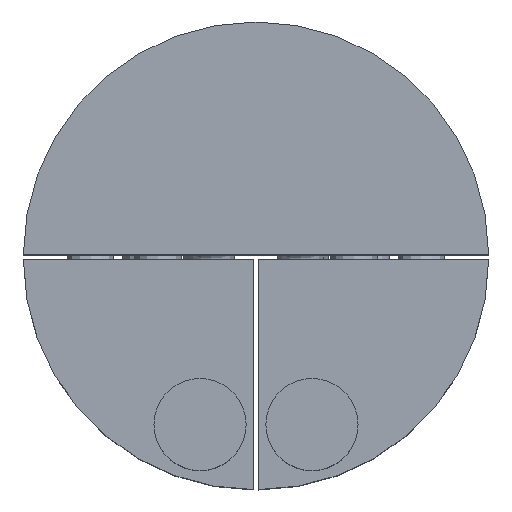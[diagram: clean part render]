
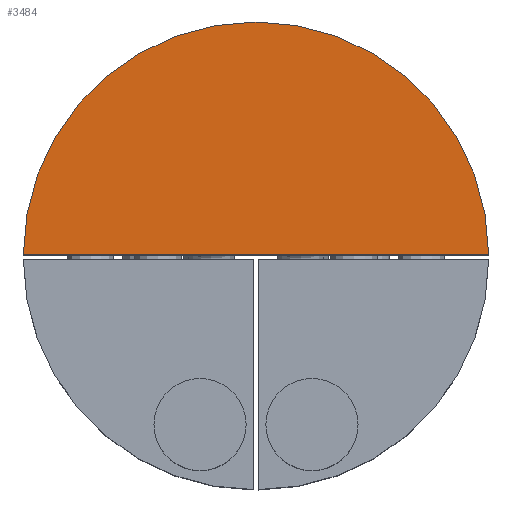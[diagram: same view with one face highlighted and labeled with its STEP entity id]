
A CAD part, top view. The second image highlights one B-rep face of the part: STEP entity #3484.
In plain terms, the highlighted planar face has unit normal (0, 0, 1).
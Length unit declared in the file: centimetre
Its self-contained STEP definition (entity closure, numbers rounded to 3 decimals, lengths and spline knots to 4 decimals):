
#831 = LINE ( 'NONE', #10015, #6292 ) ;
#1111 = CARTESIAN_POINT ( 'NONE',  ( -0.0005, 0.001, 0. ) ) ;
#1229 = CIRCLE ( 'NONE', #7832, 0.0505 ) ;
#1933 = EDGE_CURVE ( 'NONE', #7677, #4578, #1229, .T. ) ;
#2020 = DIRECTION ( 'NONE',  ( -1., 0., 0. ) ) ;
#2150 = EDGE_CURVE ( 'NONE', #4578, #7677, #831, .T. ) ;
#2597 = CARTESIAN_POINT ( 'NONE',  ( -0.0005, 0.001, 0. ) ) ;
#3484 = ADVANCED_FACE ( 'NONE', ( #6188 ), #7221, .F. ) ;
#3667 = EDGE_LOOP ( 'NONE', ( #6335, #9022 ) ) ;
#3926 = CARTESIAN_POINT ( 'NONE',  ( 0.05, 0.001, 0. ) ) ;
#4578 = VERTEX_POINT ( 'NONE', #5415 ) ;
#5415 = CARTESIAN_POINT ( 'NONE',  ( -0.051, 0.001, 0. ) ) ;
#6188 = FACE_OUTER_BOUND ( 'NONE', #3667, .T. ) ;
#6246 = DIRECTION ( 'NONE',  ( 0., 0., -1. ) ) ;
#6292 = VECTOR ( 'NONE', #9050, 100. ) ;
#6335 = ORIENTED_EDGE ( 'NONE', *, *, #1933, .T. ) ;
#7221 = PLANE ( 'NONE',  #7280 ) ;
#7280 = AXIS2_PLACEMENT_3D ( 'NONE', #2597, #6246, #8022 ) ;
#7677 = VERTEX_POINT ( 'NONE', #3926 ) ;
#7832 = AXIS2_PLACEMENT_3D ( 'NONE', #1111, #8538, #2020 ) ;
#8022 = DIRECTION ( 'NONE',  ( -1., 0., 0. ) ) ;
#8538 = DIRECTION ( 'NONE',  ( 0., 0., 1. ) ) ;
#9022 = ORIENTED_EDGE ( 'NONE', *, *, #2150, .T. ) ;
#9050 = DIRECTION ( 'NONE',  ( 1., 0., 0. ) ) ;
#10015 = CARTESIAN_POINT ( 'NONE',  ( -0.051, 0.001, 0. ) ) ;
